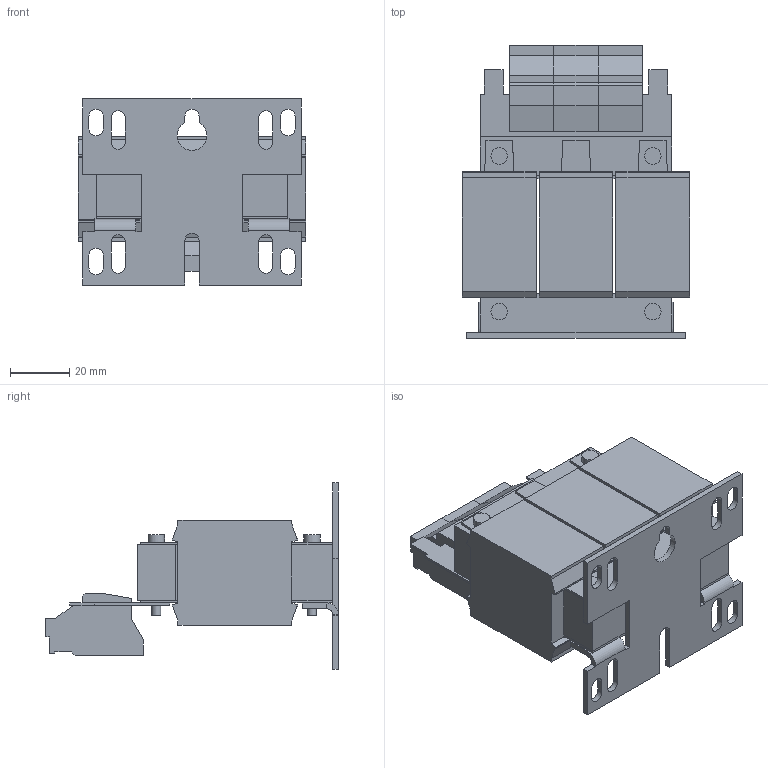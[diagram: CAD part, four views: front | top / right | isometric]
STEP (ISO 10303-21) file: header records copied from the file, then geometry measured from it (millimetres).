
FILE_DESCRIPTION (( 'STEP AP214' ), '1' );
FILE_NAME ('313576.STEP', '2020-11-04T14:10:23', ( '' ), ( '' ), 'SwSTEP 2.0', 'SolidWorks 2018', '' );
FILE_SCHEMA (( 'AUTOMOTIVE_DESIGN' ));
Length unit declared in the file: millimetre
Products named in the file (1): 313576
Bounding box: 77 x 99.2 x 63 mm (x, y, z)
Volume: 173317.6 mm3; surface area: 40653.4 mm2
Topology: 1 solids, 1 shells, 385 faces, 1036 edges, 664 vertices
Faces by surface type: plane 324, cylinder 61
Entity records: 11906 total; most frequent: CARTESIAN_POINT 2086, ORIENTED_EDGE 2072, DIRECTION 1930, EDGE_CURVE 1036, LINE 914, VECTOR 914, VERTEX_POINT 664, AXIS2_PLACEMENT_3D 508
